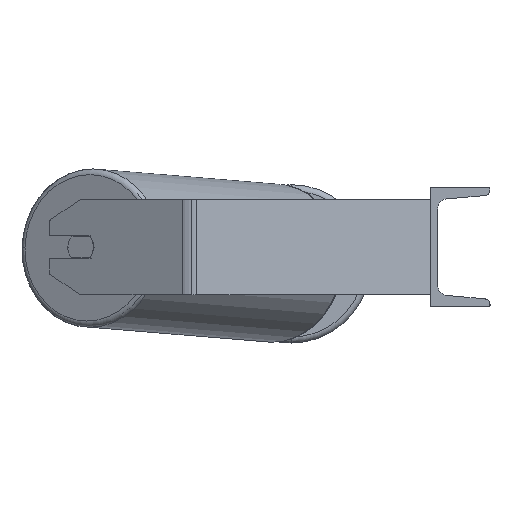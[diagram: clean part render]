
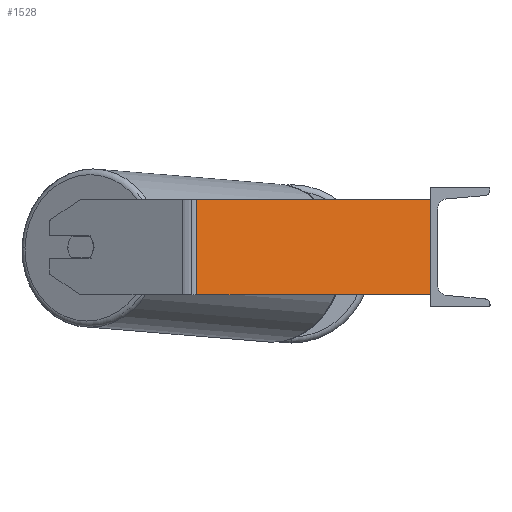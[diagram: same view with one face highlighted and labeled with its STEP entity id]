
A CAD part, left-side view. The second image highlights one B-rep face of the part: STEP entity #1528.
In plain terms, the highlighted planar face has unit normal (-0.966, -0.259, 0).
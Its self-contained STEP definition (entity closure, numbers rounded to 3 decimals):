
#632 = CARTESIAN_POINT ( 'NONE',  ( -537.529, 196.04, -40. ) ) ;
#647 = FACE_OUTER_BOUND ( 'NONE', #848, .T. ) ;
#848 = EDGE_LOOP ( 'NONE', ( #7261, #3390, #4903, #4039 ) ) ;
#1437 = CARTESIAN_POINT ( 'NONE',  ( -539.244, 202.441, 40. ) ) ;
#1469 = VERTEX_POINT ( 'NONE', #6098 ) ;
#1528 = ADVANCED_FACE ( 'NONE', ( #647 ), #7769, .F. ) ;
#2546 = CARTESIAN_POINT ( 'NONE',  ( -485., 0., -40. ) ) ;
#2695 = CARTESIAN_POINT ( 'NONE',  ( -539.244, 202.441, -40. ) ) ;
#3011 = DIRECTION ( 'NONE',  ( 0., 0., -1. ) ) ;
#3070 = VERTEX_POINT ( 'NONE', #2546 ) ;
#3390 = ORIENTED_EDGE ( 'NONE', *, *, #6643, .F. ) ;
#3450 = EDGE_CURVE ( 'NONE', #1469, #7508, #6039, .T. ) ;
#3561 = DIRECTION ( 'NONE',  ( -0.259, 0.966, 0. ) ) ;
#3732 = VERTEX_POINT ( 'NONE', #632 ) ;
#4039 = ORIENTED_EDGE ( 'NONE', *, *, #5061, .T. ) ;
#4259 = DIRECTION ( 'NONE',  ( 0.966, 0.259, 0. ) ) ;
#4779 = LINE ( 'NONE', #2695, #6704 ) ;
#4804 = AXIS2_PLACEMENT_3D ( 'NONE', #1437, #4259, #3561 ) ;
#4903 = ORIENTED_EDGE ( 'NONE', *, *, #3450, .F. ) ;
#5061 = EDGE_CURVE ( 'NONE', #1469, #3732, #6365, .T. ) ;
#5186 = CARTESIAN_POINT ( 'NONE',  ( -485., 0., 40. ) ) ;
#5282 = EDGE_CURVE ( 'NONE', #3732, #3070, #4779, .T. ) ;
#5515 = DIRECTION ( 'NONE',  ( 0.259, -0.966, 0. ) ) ;
#6039 = LINE ( 'NONE', #7544, #7064 ) ;
#6098 = CARTESIAN_POINT ( 'NONE',  ( -537.529, 196.04, 40. ) ) ;
#6189 = DIRECTION ( 'NONE',  ( 0.259, -0.966, 0. ) ) ;
#6270 = VECTOR ( 'NONE', #3011, 1000. ) ;
#6365 = LINE ( 'NONE', #7809, #7765 ) ;
#6643 = EDGE_CURVE ( 'NONE', #7508, #3070, #7197, .T. ) ;
#6704 = VECTOR ( 'NONE', #5515, 1000. ) ;
#7064 = VECTOR ( 'NONE', #6189, 1000. ) ;
#7197 = LINE ( 'NONE', #5186, #6270 ) ;
#7261 = ORIENTED_EDGE ( 'NONE', *, *, #5282, .T. ) ;
#7508 = VERTEX_POINT ( 'NONE', #9122 ) ;
#7544 = CARTESIAN_POINT ( 'NONE',  ( -539.244, 202.441, 40. ) ) ;
#7765 = VECTOR ( 'NONE', #9136, 1000. ) ;
#7769 = PLANE ( 'NONE',  #4804 ) ;
#7809 = CARTESIAN_POINT ( 'NONE',  ( -537.529, 196.04, 40. ) ) ;
#9122 = CARTESIAN_POINT ( 'NONE',  ( -485., 0., 40. ) ) ;
#9136 = DIRECTION ( 'NONE',  ( 0., 0., -1. ) ) ;
